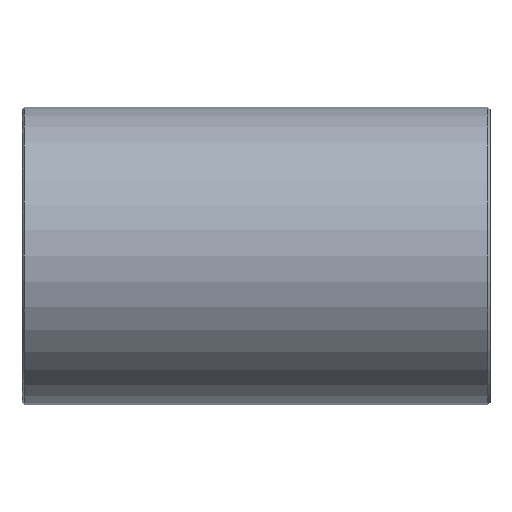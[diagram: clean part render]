
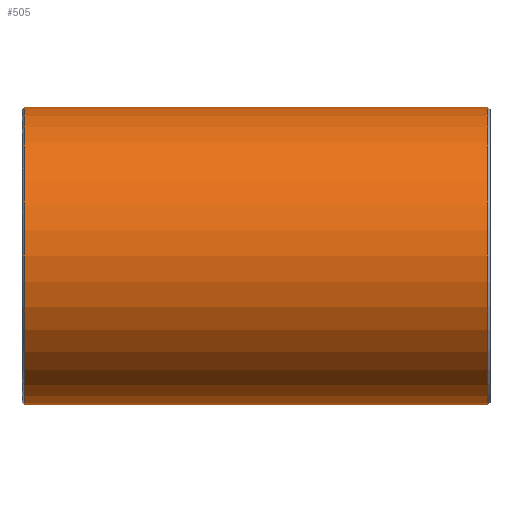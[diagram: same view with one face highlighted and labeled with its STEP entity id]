
A CAD part, front view. The second image highlights one B-rep face of the part: STEP entity #505.
In plain terms, the highlighted cylindrical face has radius 177.8 mm (diameter 355.6 mm), a partial arc.
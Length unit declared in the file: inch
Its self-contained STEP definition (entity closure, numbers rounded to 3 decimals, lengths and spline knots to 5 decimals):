
#5 = DIRECTION ( 'NONE',  ( 0., 0., 1. ) ) ;
#53 = VECTOR ( 'NONE', #213, 39.37008 ) ;
#71 = DIRECTION ( 'NONE',  ( -1., 0., 0. ) ) ;
#100 = DIRECTION ( 'NONE',  ( -1., 0., 0. ) ) ;
#101 = VECTOR ( 'NONE', #100, 39.37008 ) ;
#103 = LINE ( 'NONE', #451, #101 ) ;
#108 = EDGE_CURVE ( 'NONE', #765, #772, #638, .T. ) ;
#171 = DIRECTION ( 'NONE',  ( -1., 0., 0. ) ) ;
#192 = EDGE_LOOP ( 'NONE', ( #346, #615, #790, #441 ) ) ;
#213 = DIRECTION ( 'NONE',  ( -1., 0., 0. ) ) ;
#226 = CARTESIAN_POINT ( 'NONE',  ( -10.896, 0., -7. ) ) ;
#261 = CARTESIAN_POINT ( 'NONE',  ( -10.896, 0., 7. ) ) ;
#268 = VERTEX_POINT ( 'NONE', #226 ) ;
#271 = EDGE_CURVE ( 'NONE', #761, #765, #689, .T. ) ;
#345 = EDGE_CURVE ( 'NONE', #772, #268, #817, .T. ) ;
#346 = ORIENTED_EDGE ( 'NONE', *, *, #449, .F. ) ;
#407 = AXIS2_PLACEMENT_3D ( 'NONE', #881, #588, #658 ) ;
#424 = AXIS2_PLACEMENT_3D ( 'NONE', #861, #71, #5 ) ;
#441 = ORIENTED_EDGE ( 'NONE', *, *, #345, .T. ) ;
#449 = EDGE_CURVE ( 'NONE', #761, #268, #103, .T. ) ;
#451 = CARTESIAN_POINT ( 'NONE',  ( 11., 0., -7. ) ) ;
#504 = CYLINDRICAL_SURFACE ( 'NONE', #424, 7. ) ;
#505 = ADVANCED_FACE ( 'NONE', ( #795 ), #504, .T. ) ;
#588 = DIRECTION ( 'NONE',  ( 1., 0., 0. ) ) ;
#615 = ORIENTED_EDGE ( 'NONE', *, *, #271, .T. ) ;
#624 = CARTESIAN_POINT ( 'NONE',  ( 10.896, 0., 7. ) ) ;
#638 = LINE ( 'NONE', #708, #53 ) ;
#658 = DIRECTION ( 'NONE',  ( 0., 0., 1. ) ) ;
#674 = AXIS2_PLACEMENT_3D ( 'NONE', #877, #171, #745 ) ;
#689 = CIRCLE ( 'NONE', #674, 7. ) ;
#699 = CARTESIAN_POINT ( 'NONE',  ( 10.896, 0., -7. ) ) ;
#708 = CARTESIAN_POINT ( 'NONE',  ( 11., 0., 7. ) ) ;
#745 = DIRECTION ( 'NONE',  ( 0., 0., -1. ) ) ;
#761 = VERTEX_POINT ( 'NONE', #699 ) ;
#765 = VERTEX_POINT ( 'NONE', #624 ) ;
#772 = VERTEX_POINT ( 'NONE', #261 ) ;
#790 = ORIENTED_EDGE ( 'NONE', *, *, #108, .T. ) ;
#795 = FACE_OUTER_BOUND ( 'NONE', #192, .T. ) ;
#817 = CIRCLE ( 'NONE', #407, 7. ) ;
#861 = CARTESIAN_POINT ( 'NONE',  ( 11., 0., 0. ) ) ;
#877 = CARTESIAN_POINT ( 'NONE',  ( 10.896, 0., 0. ) ) ;
#881 = CARTESIAN_POINT ( 'NONE',  ( -10.896, 0., 0. ) ) ;
